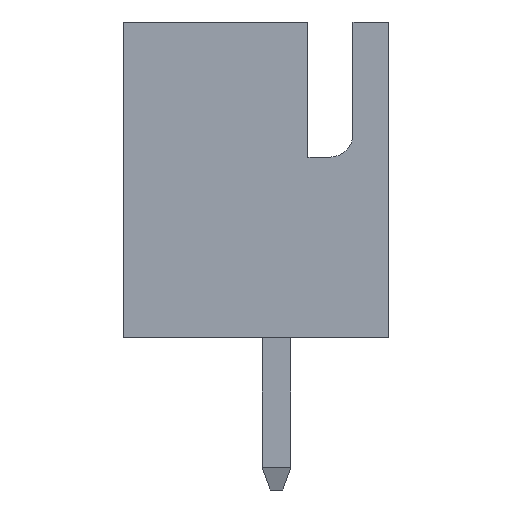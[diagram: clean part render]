
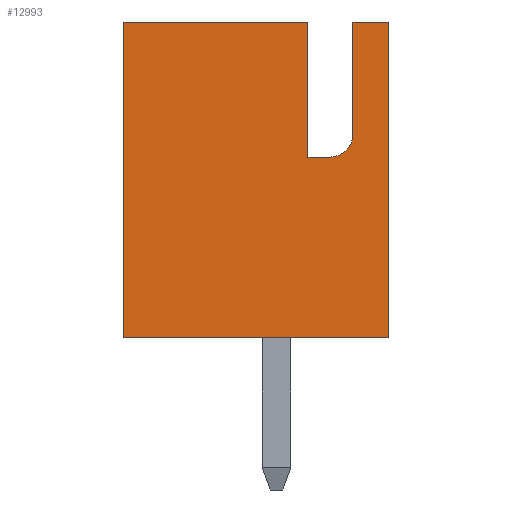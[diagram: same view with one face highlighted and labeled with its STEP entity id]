
A CAD part, left-side view. The second image highlights one B-rep face of the part: STEP entity #12993.
In plain terms, the highlighted planar face has unit normal (-1, 0, 0).
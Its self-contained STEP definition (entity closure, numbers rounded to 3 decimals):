
#29 = EDGE_LOOP ( 'NONE', ( #10210, #10082, #6910, #14469, #2517, #9707, #8883, #7147, #13499 ) ) ;
#756 = LINE ( 'NONE', #15262, #6103 ) ;
#898 = DIRECTION ( 'NONE',  ( 1., 0., 0. ) ) ;
#1403 = CARTESIAN_POINT ( 'NONE',  ( -5., -2.15, 4. ) ) ;
#1828 = CARTESIAN_POINT ( 'NONE',  ( -5., 2.95, 7. ) ) ;
#1928 = FACE_OUTER_BOUND ( 'NONE', #29, .T. ) ;
#1948 = CARTESIAN_POINT ( 'NONE',  ( -5., -1.15, 7. ) ) ;
#2060 = LINE ( 'NONE', #15462, #13183 ) ;
#2297 = DIRECTION ( 'NONE',  ( 0., 0., 1. ) ) ;
#2353 = LINE ( 'NONE', #4678, #9667 ) ;
#2517 = ORIENTED_EDGE ( 'NONE', *, *, #9772, .T. ) ;
#2786 = CARTESIAN_POINT ( 'NONE',  ( -5., -2.15, 4.5 ) ) ;
#3101 = LINE ( 'NONE', #1828, #4768 ) ;
#3135 = VECTOR ( 'NONE', #13608, 1000. ) ;
#3251 = DIRECTION ( 'NONE',  ( 0., -1., 0. ) ) ;
#3375 = VERTEX_POINT ( 'NONE', #7833 ) ;
#4031 = VERTEX_POINT ( 'NONE', #14802 ) ;
#4305 = CARTESIAN_POINT ( 'NONE',  ( -5., 2.95, 7. ) ) ;
#4330 = DIRECTION ( 'NONE',  ( 0., -1., 0. ) ) ;
#4418 = CIRCLE ( 'NONE', #5429, 0.5 ) ;
#4427 = CARTESIAN_POINT ( 'NONE',  ( -5., -1.65, 4.5 ) ) ;
#4495 = DIRECTION ( 'NONE',  ( 0., -1., 0. ) ) ;
#4532 = DIRECTION ( 'NONE',  ( 0., 0., -1. ) ) ;
#4678 = CARTESIAN_POINT ( 'NONE',  ( -5., 2.95, 0. ) ) ;
#4768 = VECTOR ( 'NONE', #11625, 1000. ) ;
#5406 = DIRECTION ( 'NONE',  ( 0., 0., -1. ) ) ;
#5429 = AXIS2_PLACEMENT_3D ( 'NONE', #4427, #13415, #7326 ) ;
#6103 = VECTOR ( 'NONE', #2297, 1000. ) ;
#6212 = EDGE_CURVE ( 'NONE', #10510, #14554, #3101, .T. ) ;
#6598 = VERTEX_POINT ( 'NONE', #15267 ) ;
#6656 = VERTEX_POINT ( 'NONE', #1948 ) ;
#6910 = ORIENTED_EDGE ( 'NONE', *, *, #13748, .T. ) ;
#6954 = LINE ( 'NONE', #11895, #10083 ) ;
#7133 = CARTESIAN_POINT ( 'NONE',  ( -5., -1.65, 4. ) ) ;
#7147 = ORIENTED_EDGE ( 'NONE', *, *, #11422, .T. ) ;
#7326 = DIRECTION ( 'NONE',  ( 0., 0., -1. ) ) ;
#7600 = EDGE_CURVE ( 'NONE', #3375, #10752, #6954, .T. ) ;
#7833 = CARTESIAN_POINT ( 'NONE',  ( -5., -2.15, 7. ) ) ;
#7962 = PLANE ( 'NONE',  #12540 ) ;
#8715 = VERTEX_POINT ( 'NONE', #2786 ) ;
#8883 = ORIENTED_EDGE ( 'NONE', *, *, #6212, .T. ) ;
#9388 = CARTESIAN_POINT ( 'NONE',  ( -5., -2.15, 4. ) ) ;
#9426 = LINE ( 'NONE', #1403, #3135 ) ;
#9667 = VECTOR ( 'NONE', #3251, 1000. ) ;
#9670 = CARTESIAN_POINT ( 'NONE',  ( -5., 2.95, 7. ) ) ;
#9707 = ORIENTED_EDGE ( 'NONE', *, *, #14767, .F. ) ;
#9772 = EDGE_CURVE ( 'NONE', #4031, #6656, #756, .T. ) ;
#10082 = ORIENTED_EDGE ( 'NONE', *, *, #12789, .F. ) ;
#10083 = VECTOR ( 'NONE', #4495, 1000. ) ;
#10210 = ORIENTED_EDGE ( 'NONE', *, *, #7600, .F. ) ;
#10375 = LINE ( 'NONE', #15264, #15215 ) ;
#10510 = VERTEX_POINT ( 'NONE', #9670 ) ;
#10752 = VERTEX_POINT ( 'NONE', #13505 ) ;
#11422 = EDGE_CURVE ( 'NONE', #14554, #6598, #2353, .T. ) ;
#11625 = DIRECTION ( 'NONE',  ( 0., 0., -1. ) ) ;
#11895 = CARTESIAN_POINT ( 'NONE',  ( -5., 2.95, 7. ) ) ;
#12142 = CARTESIAN_POINT ( 'NONE',  ( -5., 2.95, 0. ) ) ;
#12540 = AXIS2_PLACEMENT_3D ( 'NONE', #4305, #898, #5406 ) ;
#12789 = EDGE_CURVE ( 'NONE', #8715, #3375, #15183, .T. ) ;
#12993 = ADVANCED_FACE ( 'NONE', ( #1928 ), #7962, .F. ) ;
#13183 = VECTOR ( 'NONE', #4532, 1000. ) ;
#13397 = VERTEX_POINT ( 'NONE', #7133 ) ;
#13415 = DIRECTION ( 'NONE',  ( 1., 0., 0. ) ) ;
#13427 = EDGE_CURVE ( 'NONE', #4031, #13397, #9426, .T. ) ;
#13499 = ORIENTED_EDGE ( 'NONE', *, *, #15032, .F. ) ;
#13505 = CARTESIAN_POINT ( 'NONE',  ( -5., -2.95, 7. ) ) ;
#13608 = DIRECTION ( 'NONE',  ( 0., -1., 0. ) ) ;
#13748 = EDGE_CURVE ( 'NONE', #8715, #13397, #4418, .T. ) ;
#13987 = DIRECTION ( 'NONE',  ( 0., 0., 1. ) ) ;
#14469 = ORIENTED_EDGE ( 'NONE', *, *, #13427, .F. ) ;
#14554 = VERTEX_POINT ( 'NONE', #12142 ) ;
#14767 = EDGE_CURVE ( 'NONE', #10510, #6656, #10375, .T. ) ;
#14802 = CARTESIAN_POINT ( 'NONE',  ( -5., -1.15, 4. ) ) ;
#15032 = EDGE_CURVE ( 'NONE', #10752, #6598, #2060, .T. ) ;
#15091 = VECTOR ( 'NONE', #13987, 1000. ) ;
#15183 = LINE ( 'NONE', #9388, #15091 ) ;
#15215 = VECTOR ( 'NONE', #4330, 1000. ) ;
#15262 = CARTESIAN_POINT ( 'NONE',  ( -5., -1.15, 4. ) ) ;
#15264 = CARTESIAN_POINT ( 'NONE',  ( -5., 2.95, 7. ) ) ;
#15267 = CARTESIAN_POINT ( 'NONE',  ( -5., -2.95, 0. ) ) ;
#15462 = CARTESIAN_POINT ( 'NONE',  ( -5., -2.95, 7. ) ) ;
